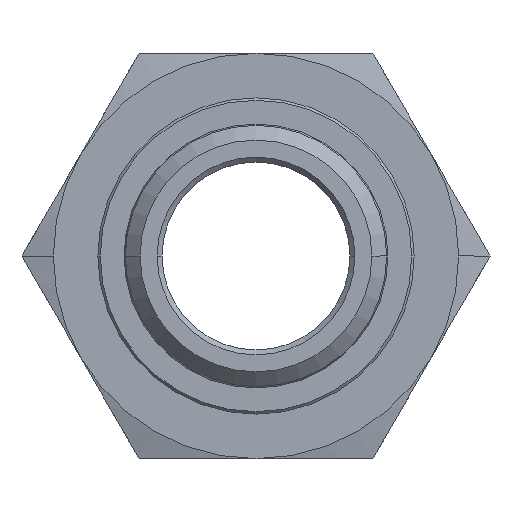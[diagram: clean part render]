
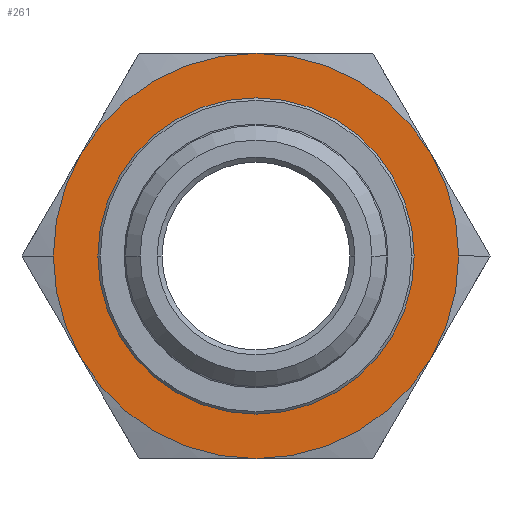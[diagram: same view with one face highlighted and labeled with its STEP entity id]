
A CAD part, left-side view. The second image highlights one B-rep face of the part: STEP entity #261.
In plain terms, the highlighted planar face has unit normal (-1, 0, 0).
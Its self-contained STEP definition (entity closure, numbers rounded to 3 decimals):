
#261 = ADVANCED_FACE( '', ( #503, #504 ), #505, .T. );
#503 = FACE_BOUND( '', #805, .T. );
#504 = FACE_OUTER_BOUND( '', #806, .T. );
#505 = PLANE( '', #807 );
#805 = EDGE_LOOP( '', ( #1615, #1616 ) );
#806 = EDGE_LOOP( '', ( #1617, #1618, #1619, #1620, #1621, #1622, #1623, #1624 ) );
#807 = AXIS2_PLACEMENT_3D( '', #1625, #1626, #1627 );
#1615 = ORIENTED_EDGE( '', *, *, #2040, .F. );
#1616 = ORIENTED_EDGE( '', *, *, #2239, .F. );
#1617 = ORIENTED_EDGE( '', *, *, #2219, .T. );
#1618 = ORIENTED_EDGE( '', *, *, #2082, .T. );
#1619 = ORIENTED_EDGE( '', *, *, #2214, .T. );
#1620 = ORIENTED_EDGE( '', *, *, #2215, .T. );
#1621 = ORIENTED_EDGE( '', *, *, #2084, .T. );
#1622 = ORIENTED_EDGE( '', *, *, #2216, .T. );
#1623 = ORIENTED_EDGE( '', *, *, #2217, .T. );
#1624 = ORIENTED_EDGE( '', *, *, #2218, .T. );
#1625 = CARTESIAN_POINT( '', ( -1.5, 18.25, 0. ) );
#1626 = DIRECTION( '', ( -1., 0., 0. ) );
#1627 = DIRECTION( '', ( 0., 1., 0. ) );
#2040 = EDGE_CURVE( '', #2390, #2392, #2393, .T. );
#2082 = EDGE_CURVE( '', #2466, #2468, #2470, .T. );
#2084 = EDGE_CURVE( '', #2474, #2471, #2475, .T. );
#2214 = EDGE_CURVE( '', #2468, #2678, #2689, .T. );
#2215 = EDGE_CURVE( '', #2678, #2474, #2690, .T. );
#2216 = EDGE_CURVE( '', #2471, #2647, #2691, .T. );
#2217 = EDGE_CURVE( '', #2647, #2667, #2692, .T. );
#2218 = EDGE_CURVE( '', #2667, #2658, #2693, .T. );
#2219 = EDGE_CURVE( '', #2658, #2466, #2694, .T. );
#2239 = EDGE_CURVE( '', #2392, #2390, #2715, .T. );
#2390 = VERTEX_POINT( '', #2928 );
#2392 = VERTEX_POINT( '', #2931 );
#2393 = CIRCLE( '', #2932, 16. );
#2466 = VERTEX_POINT( '', #3042 );
#2468 = VERTEX_POINT( '', #3045 );
#2470 = CIRCLE( '', #3056, 20.5 );
#2471 = VERTEX_POINT( '', #3057 );
#2474 = VERTEX_POINT( '', #3061 );
#2475 = CIRCLE( '', #3062, 20.5 );
#2647 = VERTEX_POINT( '', #3329 );
#2658 = VERTEX_POINT( '', #3378 );
#2667 = VERTEX_POINT( '', #3425 );
#2678 = VERTEX_POINT( '', #3491 );
#2689 = CIRCLE( '', #3557, 20.5 );
#2690 = CIRCLE( '', #3558, 20.5 );
#2691 = CIRCLE( '', #3559, 20.5 );
#2692 = CIRCLE( '', #3560, 20.5 );
#2693 = CIRCLE( '', #3561, 20.5 );
#2694 = CIRCLE( '', #3562, 20.5 );
#2715 = CIRCLE( '', #3583, 16. );
#2928 = CARTESIAN_POINT( '', ( -1.5, 16., 0. ) );
#2931 = CARTESIAN_POINT( '', ( -1.5, -16., 0. ) );
#2932 = AXIS2_PLACEMENT_3D( '', #4047, #4048, #4049 );
#3042 = CARTESIAN_POINT( '', ( -1.5, 20.5, 0. ) );
#3045 = CARTESIAN_POINT( '', ( -1.5, 17.754, -10.25 ) );
#3056 = AXIS2_PLACEMENT_3D( '', #4124, #4125, #4126 );
#3057 = CARTESIAN_POINT( '', ( -1.5, -20.5, 0. ) );
#3061 = CARTESIAN_POINT( '', ( -1.5, -17.754, -10.25 ) );
#3062 = AXIS2_PLACEMENT_3D( '', #4128, #4129, #4130 );
#3329 = CARTESIAN_POINT( '', ( -1.5, -17.754, 10.25 ) );
#3378 = CARTESIAN_POINT( '', ( -1.5, 17.754, 10.25 ) );
#3425 = CARTESIAN_POINT( '', ( -1.5, 0., 20.5 ) );
#3491 = CARTESIAN_POINT( '', ( -1.5, 0., -20.5 ) );
#3557 = AXIS2_PLACEMENT_3D( '', #4271, #4272, #4273 );
#3558 = AXIS2_PLACEMENT_3D( '', #4274, #4275, #4276 );
#3559 = AXIS2_PLACEMENT_3D( '', #4277, #4278, #4279 );
#3560 = AXIS2_PLACEMENT_3D( '', #4280, #4281, #4282 );
#3561 = AXIS2_PLACEMENT_3D( '', #4283, #4284, #4285 );
#3562 = AXIS2_PLACEMENT_3D( '', #4286, #4287, #4288 );
#3583 = AXIS2_PLACEMENT_3D( '', #4346, #4347, #4348 );
#4047 = CARTESIAN_POINT( '', ( -1.5, 0., 0. ) );
#4048 = DIRECTION( '', ( -1., 0., 0. ) );
#4049 = DIRECTION( '', ( 0., 1., 0. ) );
#4124 = CARTESIAN_POINT( '', ( -1.5, 0., 0. ) );
#4125 = DIRECTION( '', ( -1., 0., 0. ) );
#4126 = DIRECTION( '', ( 0., 1., 0. ) );
#4128 = CARTESIAN_POINT( '', ( -1.5, 0., 0. ) );
#4129 = DIRECTION( '', ( -1., 0., 0. ) );
#4130 = DIRECTION( '', ( 0., 1., 0. ) );
#4271 = CARTESIAN_POINT( '', ( -1.5, 0., 0. ) );
#4272 = DIRECTION( '', ( -1., 0., 0. ) );
#4273 = DIRECTION( '', ( 0., 1., 0. ) );
#4274 = CARTESIAN_POINT( '', ( -1.5, 0., 0. ) );
#4275 = DIRECTION( '', ( -1., 0., 0. ) );
#4276 = DIRECTION( '', ( 0., 1., 0. ) );
#4277 = CARTESIAN_POINT( '', ( -1.5, 0., 0. ) );
#4278 = DIRECTION( '', ( -1., 0., 0. ) );
#4279 = DIRECTION( '', ( 0., 1., 0. ) );
#4280 = CARTESIAN_POINT( '', ( -1.5, 0., 0. ) );
#4281 = DIRECTION( '', ( -1., 0., 0. ) );
#4282 = DIRECTION( '', ( 0., 1., 0. ) );
#4283 = CARTESIAN_POINT( '', ( -1.5, 0., 0. ) );
#4284 = DIRECTION( '', ( -1., 0., 0. ) );
#4285 = DIRECTION( '', ( 0., 1., 0. ) );
#4286 = CARTESIAN_POINT( '', ( -1.5, 0., 0. ) );
#4287 = DIRECTION( '', ( -1., 0., 0. ) );
#4288 = DIRECTION( '', ( 0., 1., 0. ) );
#4346 = CARTESIAN_POINT( '', ( -1.5, 0., 0. ) );
#4347 = DIRECTION( '', ( -1., 0., 0. ) );
#4348 = DIRECTION( '', ( 0., 1., 0. ) );
